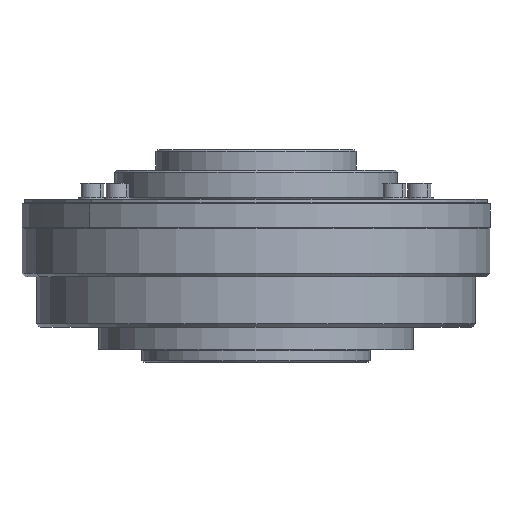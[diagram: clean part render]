
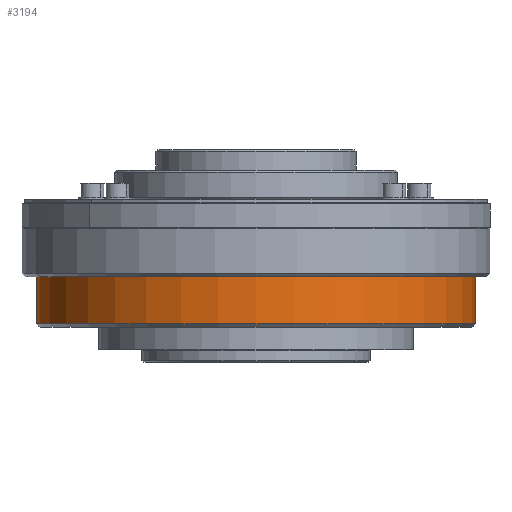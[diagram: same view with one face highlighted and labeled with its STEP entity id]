
A CAD part, front view. The second image highlights one B-rep face of the part: STEP entity #3194.
In plain terms, the highlighted cylindrical face has radius 122 mm (diameter 244 mm), a partial arc.
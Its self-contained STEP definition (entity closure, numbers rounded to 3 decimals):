
#3098 = EDGE_CURVE ( 'NONE', #3197, #3109, #11652, .T. ) ;
#3100 = VERTEX_POINT ( 'NONE', #11640 ) ;
#3106 = VERTEX_POINT ( 'NONE', #11575 ) ;
#3109 = VERTEX_POINT ( 'NONE', #11574 ) ;
#3192 = EDGE_CURVE ( 'NONE', #3100, #3106, #11873, .T. ) ;
#3194 = ADVANCED_FACE ( 'NONE', ( #11868 ), #11867, .T. ) ;
#3195 = EDGE_LOOP ( 'NONE', ( #3196, #3199, #3201, #3202 ) ) ;
#3196 = ORIENTED_EDGE ( 'NONE', *, *, #3098, .F. ) ;
#3197 = VERTEX_POINT ( 'NONE', #11865 ) ;
#3199 = ORIENTED_EDGE ( 'NONE', *, *, #3200, .T. ) ;
#3200 = EDGE_CURVE ( 'NONE', #3197, #3100, #11780, .T. ) ;
#3201 = ORIENTED_EDGE ( 'NONE', *, *, #3192, .T. ) ;
#3202 = ORIENTED_EDGE ( 'NONE', *, *, #3203, .T. ) ;
#3203 = EDGE_CURVE ( 'NONE', #3106, #3109, #11775, .T. ) ;
#11574 = CARTESIAN_POINT ( 'NONE',  ( 122., 0., 21.5 ) ) ;
#11575 = CARTESIAN_POINT ( 'NONE',  ( -122., 0., 21.5 ) ) ;
#11640 = CARTESIAN_POINT ( 'NONE',  ( -122., 0., 47.5 ) ) ;
#11641 = DIRECTION ( 'NONE',  ( 0., 0., -1. ) ) ;
#11642 = VECTOR ( 'NONE', #11641, 1000. ) ;
#11643 = CARTESIAN_POINT ( 'NONE',  ( 122., 0., 59.5 ) ) ;
#11652 = LINE ( 'NONE', #11643, #11642 ) ;
#11775 = CIRCLE ( 'NONE', #11842, 122. ) ;
#11777 = DIRECTION ( 'NONE',  ( -1., 0., 0. ) ) ;
#11778 = DIRECTION ( 'NONE',  ( 0., 0., -1. ) ) ;
#11779 = AXIS2_PLACEMENT_3D ( 'NONE', #11786, #11778, #11777 ) ;
#11780 = CIRCLE ( 'NONE', #11779, 122. ) ;
#11786 = CARTESIAN_POINT ( 'NONE',  ( 0., 0., 47.5 ) ) ;
#11787 = DIRECTION ( 'NONE',  ( -1., 0., 0. ) ) ;
#11788 = AXIS2_PLACEMENT_3D ( 'NONE', #11866, #11864, #11787 ) ;
#11839 = DIRECTION ( 'NONE',  ( -1., 0., 0. ) ) ;
#11840 = DIRECTION ( 'NONE',  ( 0., 0., 1. ) ) ;
#11841 = CARTESIAN_POINT ( 'NONE',  ( 0., 0., 21.5 ) ) ;
#11842 = AXIS2_PLACEMENT_3D ( 'NONE', #11841, #11840, #11839 ) ;
#11864 = DIRECTION ( 'NONE',  ( 0., 0., -1. ) ) ;
#11865 = CARTESIAN_POINT ( 'NONE',  ( 122., 0., 47.5 ) ) ;
#11866 = CARTESIAN_POINT ( 'NONE',  ( 0., 0., 59.5 ) ) ;
#11867 = CYLINDRICAL_SURFACE ( 'NONE', #11788, 122. ) ;
#11868 = FACE_OUTER_BOUND ( 'NONE', #3195, .T. ) ;
#11870 = DIRECTION ( 'NONE',  ( 0., 0., -1. ) ) ;
#11871 = VECTOR ( 'NONE', #11870, 1000. ) ;
#11872 = CARTESIAN_POINT ( 'NONE',  ( -122., 0., 59.5 ) ) ;
#11873 = LINE ( 'NONE', #11872, #11871 ) ;
